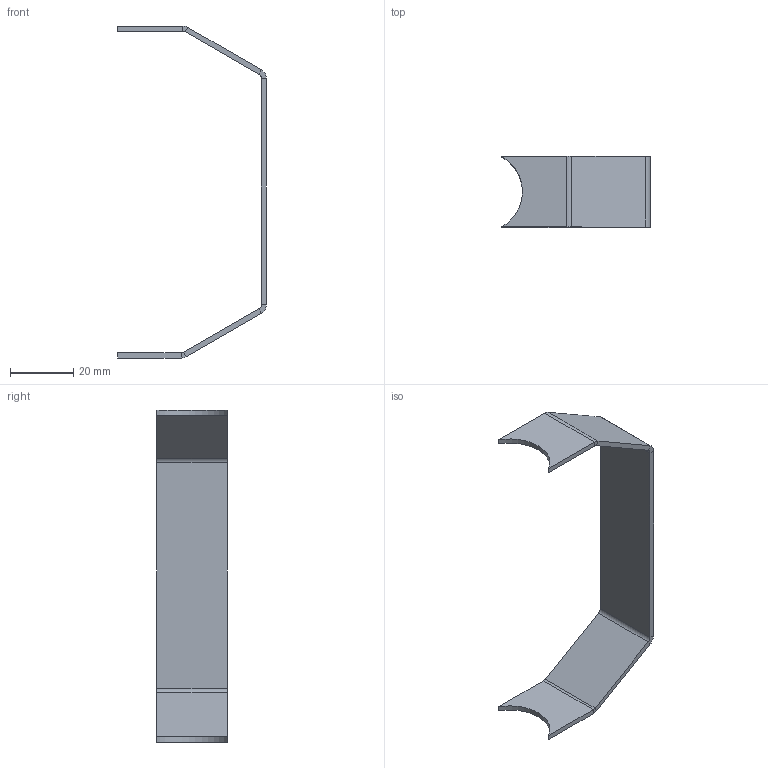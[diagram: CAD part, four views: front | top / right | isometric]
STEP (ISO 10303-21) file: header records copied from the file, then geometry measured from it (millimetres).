
FILE_DESCRIPTION (( 'STEP AP203' ), '1' );
FILE_NAME ('2224255100_Default_sldprt.STEP', '2023-01-20T01:25:47', ( '' ), ( '' ), 'SwSTEP 2.0', 'SolidWorks 2022', '' );
FILE_SCHEMA (( 'CONFIG_CONTROL_DESIGN' ));
Length unit declared in the file: inch
Products named in the file (1): 2224255100_Default_sldprt
Bounding box: 46.87 x 22.23 x 104.58 mm (x, y, z)
Volume: 5785.9 mm3; surface area: 7925.5 mm2
Topology: 1 solids, 1 shells, 38 faces, 76 edges, 40 vertices
Faces by surface type: plane 28, cylinder 10
Entity records: 1023 total; most frequent: DIRECTION 174, CARTESIAN_POINT 155, ORIENTED_EDGE 152, EDGE_CURVE 76, AXIS2_PLACEMENT_3D 59, LINE 56, VECTOR 56, VERTEX_POINT 40
